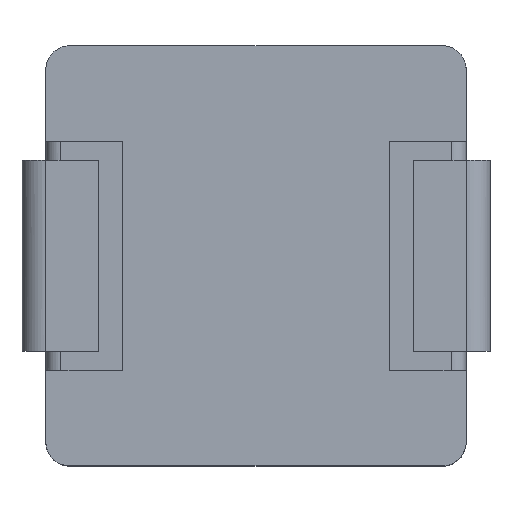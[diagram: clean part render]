
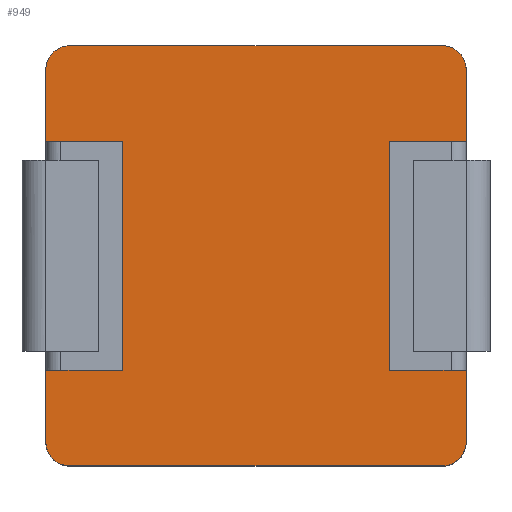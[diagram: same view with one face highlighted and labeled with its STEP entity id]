
A CAD part, top view. The second image highlights one B-rep face of the part: STEP entity #949.
In plain terms, the highlighted free-form (B-spline) face has degree [1, 1] with [2, 2] control points.
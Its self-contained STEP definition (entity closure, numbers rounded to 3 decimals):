
#728 = VERTEX_POINT('',#729);
#729 = CARTESIAN_POINT('',(-2.635,-1.437,2.216
    ));
#742 = VERTEX_POINT('',#743);
#743 = CARTESIAN_POINT('',(-2.635,1.437,2.216)
  );
#748 = EDGE_CURVE('',#749,#742,#751,.T.);
#749 = VERTEX_POINT('',#750);
#750 = CARTESIAN_POINT('',(-2.635,2.336,2.216
    ));
#751 = B_SPLINE_CURVE_WITH_KNOTS('',1,(#752,#753),.UNSPECIFIED.,.F.,.F.,
  (2,2),(0.25,1.),.PIECEWISE_BEZIER_KNOTS.);
#752 = CARTESIAN_POINT('',(-2.635,2.336,2.216
    ));
#753 = CARTESIAN_POINT('',(-2.635,1.437,2.216)
  );
#762 = VERTEX_POINT('',#763);
#763 = CARTESIAN_POINT('',(-2.635,-2.336,
    2.216));
#768 = EDGE_CURVE('',#728,#762,#769,.T.);
#769 = B_SPLINE_CURVE_WITH_KNOTS('',1,(#770,#771),.UNSPECIFIED.,.F.,.F.,
  (2,2),(3.4,4.15),.PIECEWISE_BEZIER_KNOTS.);
#770 = CARTESIAN_POINT('',(-2.635,-1.437,2.216
    ));
#771 = CARTESIAN_POINT('',(-2.635,-2.336,
    2.216));
#814 = VERTEX_POINT('',#815);
#815 = CARTESIAN_POINT('',(2.635,1.437,2.216)
  );
#828 = VERTEX_POINT('',#829);
#829 = CARTESIAN_POINT('',(2.635,-1.437,2.216)
  );
#834 = EDGE_CURVE('',#835,#828,#837,.T.);
#835 = VERTEX_POINT('',#836);
#836 = CARTESIAN_POINT('',(2.635,-2.336,2.216
    ));
#837 = B_SPLINE_CURVE_WITH_KNOTS('',1,(#838,#839),.UNSPECIFIED.,.F.,.F.,
  (2,2),(-4.15,-3.4),.PIECEWISE_BEZIER_KNOTS.);
#838 = CARTESIAN_POINT('',(2.635,-2.336,2.216
    ));
#839 = CARTESIAN_POINT('',(2.635,-1.437,2.216)
  );
#848 = VERTEX_POINT('',#849);
#849 = CARTESIAN_POINT('',(2.635,2.336,2.216)
  );
#854 = EDGE_CURVE('',#814,#848,#855,.T.);
#855 = B_SPLINE_CURVE_WITH_KNOTS('',1,(#856,#857),.UNSPECIFIED.,.F.,.F.,
  (2,2),(-1.,-0.25),.PIECEWISE_BEZIER_KNOTS.);
#856 = CARTESIAN_POINT('',(2.635,1.437,2.216)
  );
#857 = CARTESIAN_POINT('',(2.635,2.336,2.216)
  );
#897 = EDGE_CURVE('',#898,#900,#902,.T.);
#898 = VERTEX_POINT('',#899);
#899 = CARTESIAN_POINT('',(2.336,2.635,2.216)
  );
#900 = VERTEX_POINT('',#901);
#901 = CARTESIAN_POINT('',(-2.336,2.635,2.216
    ));
#902 = B_SPLINE_CURVE_WITH_KNOTS('',1,(#903,#904),.UNSPECIFIED.,.F.,.F.,
  (2,2),(-4.15,-0.25),.PIECEWISE_BEZIER_KNOTS.);
#903 = CARTESIAN_POINT('',(2.336,2.635,2.216)
  );
#904 = CARTESIAN_POINT('',(-2.336,2.635,2.216
    ));
#927 = VERTEX_POINT('',#928);
#928 = CARTESIAN_POINT('',(2.336,-2.635,2.216
    ));
#933 = EDGE_CURVE('',#934,#927,#936,.T.);
#934 = VERTEX_POINT('',#935);
#935 = CARTESIAN_POINT('',(-2.336,-2.635,
    2.216));
#936 = B_SPLINE_CURVE_WITH_KNOTS('',1,(#937,#938),.UNSPECIFIED.,.F.,.F.,
  (2,2),(0.25,4.15),.PIECEWISE_BEZIER_KNOTS.);
#937 = CARTESIAN_POINT('',(-2.336,-2.635,
    2.216));
#938 = CARTESIAN_POINT('',(2.336,-2.635,2.216
    ));
#949 = ADVANCED_FACE('',(#950),#1020,.T.);
#950 = FACE_BOUND('',#951,.T.);
#951 = EDGE_LOOP('',(#952,#959,#966,#971,#972,#978,#979,#985,#986,#993,
    #1000,#1005,#1006,#1012,#1013,#1019));
#952 = ORIENTED_EDGE('',*,*,#953,.F.);
#953 = EDGE_CURVE('',#954,#742,#956,.T.);
#954 = VERTEX_POINT('',#955);
#955 = CARTESIAN_POINT('',(-1.677,1.437,2.216)
  );
#956 = B_SPLINE_CURVE_WITH_KNOTS('',1,(#957,#958),.UNSPECIFIED.,.F.,.F.,
  (2,2),(-0.8,-0.),.PIECEWISE_BEZIER_KNOTS.);
#957 = CARTESIAN_POINT('',(-1.677,1.437,2.216)
  );
#958 = CARTESIAN_POINT('',(-2.635,1.437,2.216)
  );
#959 = ORIENTED_EDGE('',*,*,#960,.F.);
#960 = EDGE_CURVE('',#961,#954,#963,.T.);
#961 = VERTEX_POINT('',#962);
#962 = CARTESIAN_POINT('',(-1.677,-1.437,2.216
    ));
#963 = B_SPLINE_CURVE_WITH_KNOTS('',1,(#964,#965),.UNSPECIFIED.,.F.,.F.,
  (2,2),(-2.4,0.),.PIECEWISE_BEZIER_KNOTS.);
#964 = CARTESIAN_POINT('',(-1.677,-1.437,2.216
    ));
#965 = CARTESIAN_POINT('',(-1.677,1.437,2.216)
  );
#966 = ORIENTED_EDGE('',*,*,#967,.F.);
#967 = EDGE_CURVE('',#728,#961,#968,.T.);
#968 = B_SPLINE_CURVE_WITH_KNOTS('',1,(#969,#970),.UNSPECIFIED.,.F.,.F.,
  (2,2),(0.,0.8),.PIECEWISE_BEZIER_KNOTS.);
#969 = CARTESIAN_POINT('',(-2.635,-1.437,2.216
    ));
#970 = CARTESIAN_POINT('',(-1.677,-1.437,2.216
    ));
#971 = ORIENTED_EDGE('',*,*,#768,.T.);
#972 = ORIENTED_EDGE('',*,*,#973,.T.);
#973 = EDGE_CURVE('',#762,#934,#974,.T.);
#974 = ( BOUNDED_CURVE() B_SPLINE_CURVE(2,(#975,#976,#977),
.UNSPECIFIED.,.F.,.F.) B_SPLINE_CURVE_WITH_KNOTS((3,3),(3.142,
4.712),.PIECEWISE_BEZIER_KNOTS.) CURVE() 
GEOMETRIC_REPRESENTATION_ITEM() RATIONAL_B_SPLINE_CURVE((1.,
0.707,1.)) REPRESENTATION_ITEM('') );
#975 = CARTESIAN_POINT('',(-2.635,-2.336,
    2.216));
#976 = CARTESIAN_POINT('',(-2.635,-2.635,
    2.216));
#977 = CARTESIAN_POINT('',(-2.336,-2.635,
    2.216));
#978 = ORIENTED_EDGE('',*,*,#933,.T.);
#979 = ORIENTED_EDGE('',*,*,#980,.T.);
#980 = EDGE_CURVE('',#927,#835,#981,.T.);
#981 = ( BOUNDED_CURVE() B_SPLINE_CURVE(2,(#982,#983,#984),
.UNSPECIFIED.,.F.,.F.) B_SPLINE_CURVE_WITH_KNOTS((3,3),(4.712,
6.283),.PIECEWISE_BEZIER_KNOTS.) CURVE() 
GEOMETRIC_REPRESENTATION_ITEM() RATIONAL_B_SPLINE_CURVE((1.,
0.707,1.)) REPRESENTATION_ITEM('') );
#982 = CARTESIAN_POINT('',(2.336,-2.635,2.216
    ));
#983 = CARTESIAN_POINT('',(2.635,-2.635,2.216
    ));
#984 = CARTESIAN_POINT('',(2.635,-2.336,2.216
    ));
#985 = ORIENTED_EDGE('',*,*,#834,.T.);
#986 = ORIENTED_EDGE('',*,*,#987,.F.);
#987 = EDGE_CURVE('',#988,#828,#990,.T.);
#988 = VERTEX_POINT('',#989);
#989 = CARTESIAN_POINT('',(1.677,-1.437,2.216)
  );
#990 = B_SPLINE_CURVE_WITH_KNOTS('',1,(#991,#992),.UNSPECIFIED.,.F.,.F.,
  (2,2),(-0.8,0.),.PIECEWISE_BEZIER_KNOTS.);
#991 = CARTESIAN_POINT('',(1.677,-1.437,2.216)
  );
#992 = CARTESIAN_POINT('',(2.635,-1.437,2.216)
  );
#993 = ORIENTED_EDGE('',*,*,#994,.F.);
#994 = EDGE_CURVE('',#995,#988,#997,.T.);
#995 = VERTEX_POINT('',#996);
#996 = CARTESIAN_POINT('',(1.677,1.437,2.216)
  );
#997 = B_SPLINE_CURVE_WITH_KNOTS('',1,(#998,#999),.UNSPECIFIED.,.F.,.F.,
  (2,2),(0.,2.4),.PIECEWISE_BEZIER_KNOTS.);
#998 = CARTESIAN_POINT('',(1.677,1.437,2.216)
  );
#999 = CARTESIAN_POINT('',(1.677,-1.437,2.216)
  );
#1000 = ORIENTED_EDGE('',*,*,#1001,.F.);
#1001 = EDGE_CURVE('',#814,#995,#1002,.T.);
#1002 = B_SPLINE_CURVE_WITH_KNOTS('',1,(#1003,#1004),.UNSPECIFIED.,.F.,
  .F.,(2,2),(0.,0.8),.PIECEWISE_BEZIER_KNOTS.);
#1003 = CARTESIAN_POINT('',(2.635,1.437,2.216)
  );
#1004 = CARTESIAN_POINT('',(1.677,1.437,2.216)
  );
#1005 = ORIENTED_EDGE('',*,*,#854,.T.);
#1006 = ORIENTED_EDGE('',*,*,#1007,.T.);
#1007 = EDGE_CURVE('',#848,#898,#1008,.T.);
#1008 = ( BOUNDED_CURVE() B_SPLINE_CURVE(2,(#1009,#1010,#1011),
.UNSPECIFIED.,.F.,.F.) B_SPLINE_CURVE_WITH_KNOTS((3,3),(0.,
1.571),.PIECEWISE_BEZIER_KNOTS.) CURVE() 
GEOMETRIC_REPRESENTATION_ITEM() RATIONAL_B_SPLINE_CURVE((1.,
0.707,1.)) REPRESENTATION_ITEM('') );
#1009 = CARTESIAN_POINT('',(2.635,2.336,2.216
    ));
#1010 = CARTESIAN_POINT('',(2.635,2.635,2.216
    ));
#1011 = CARTESIAN_POINT('',(2.336,2.635,2.216
    ));
#1012 = ORIENTED_EDGE('',*,*,#897,.T.);
#1013 = ORIENTED_EDGE('',*,*,#1014,.T.);
#1014 = EDGE_CURVE('',#900,#749,#1015,.T.);
#1015 = ( BOUNDED_CURVE() B_SPLINE_CURVE(2,(#1016,#1017,#1018),
.UNSPECIFIED.,.F.,.F.) B_SPLINE_CURVE_WITH_KNOTS((3,3),(1.571,
3.142),.PIECEWISE_BEZIER_KNOTS.) CURVE() 
GEOMETRIC_REPRESENTATION_ITEM() RATIONAL_B_SPLINE_CURVE((1.,
0.707,1.)) REPRESENTATION_ITEM('') );
#1016 = CARTESIAN_POINT('',(-2.336,2.635,
    2.216));
#1017 = CARTESIAN_POINT('',(-2.635,2.635,
    2.216));
#1018 = CARTESIAN_POINT('',(-2.635,2.336,
    2.216));
#1019 = ORIENTED_EDGE('',*,*,#748,.T.);
#1020 = B_SPLINE_SURFACE_WITH_KNOTS('',1,1,(
    (#1021,#1022)
    ,(#1023,#1024
    )),.UNSPECIFIED.,.F.,.F.,.F.,(2,2),(2,2),(-2.2,2.2),(-2.2,2.2),
  .PIECEWISE_BEZIER_KNOTS.);
#1021 = CARTESIAN_POINT('',(-2.635,-2.635,
    2.216));
#1022 = CARTESIAN_POINT('',(-2.635,2.635,
    2.216));
#1023 = CARTESIAN_POINT('',(2.635,-2.635,
    2.216));
#1024 = CARTESIAN_POINT('',(2.635,2.635,2.216
    ));
